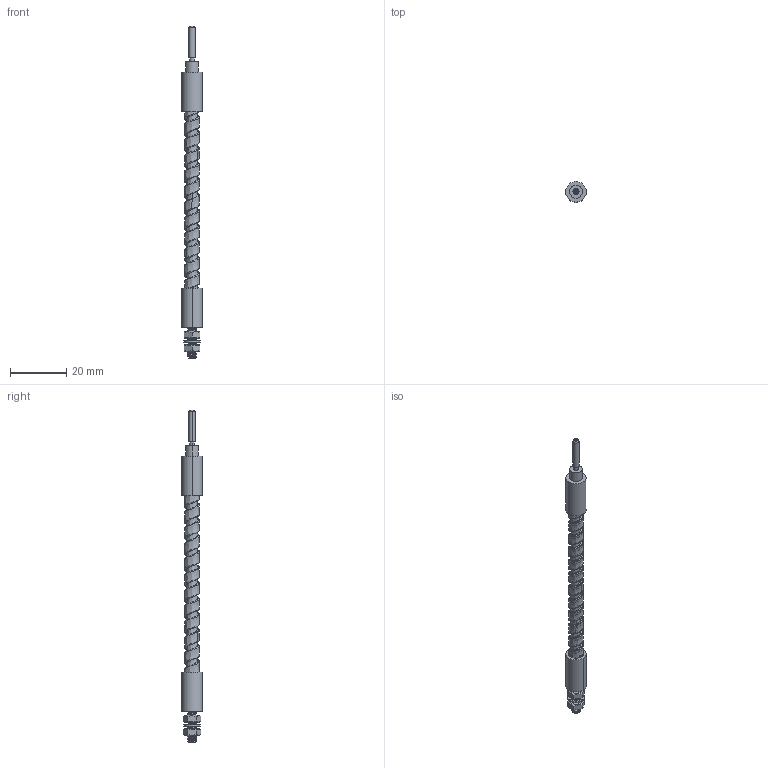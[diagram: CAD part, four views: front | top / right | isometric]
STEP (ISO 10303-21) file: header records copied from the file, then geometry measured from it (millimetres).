
FILE_DESCRIPTION((''),'2;1');
FILE_NAME('193358_ASM','2016-03-02T',('pdmadmin'),(''),'PRO/ENGINEER BY PARAMETRIC TECHNOLOGY CORPORATION, 2013230','PRO/ENGINEER BY PARAMETRIC TECHNOLOGY CORPORATION, 2013230','');
FILE_SCHEMA(('CONFIG_CONTROL_DESIGN'));
Length unit declared in the file: inch
Products named in the file (9): 34005_AF0; 15498; 10141; FIBER_CORE_020_X_; 36774; 39254; 39253; 48007_ASM; 193358_ASM
Assembly tree (9 placements, depth 3):
  193358_ASM
    48007_ASM
      34005_AF0
      15498
      10141
      FIBER_CORE_020_X_
      36774
      39254
      39253  x2
Bounding box: 7.37 x 7.37 x 118.39 mm (x, y, z)
Volume: 1510.7 mm3; surface area: 4934 mm2
Topology: 8 solids, 11 shells, 246 faces, 595 edges, 369 vertices
Faces by surface type: cylinder 101, bspline 78, plane 49, cone 18
Entity records: 23674 total; most frequent: CARTESIAN_POINT 18575, ORIENTED_EDGE 1106, DIRECTION 859, EDGE_CURVE 557, VERTEX_POINT 345, AXIS2_PLACEMENT_3D 311, EDGE_LOOP 242, VECTOR 237
